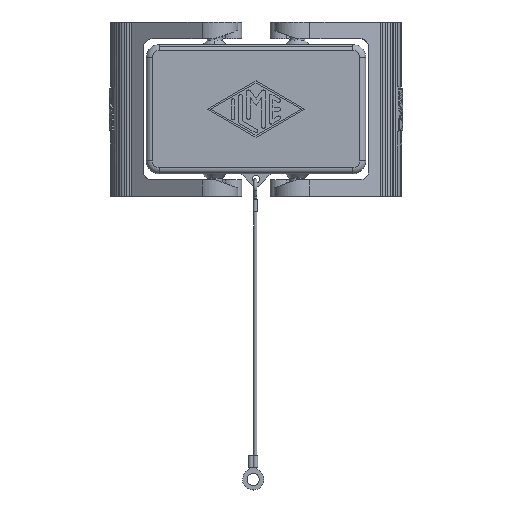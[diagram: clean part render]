
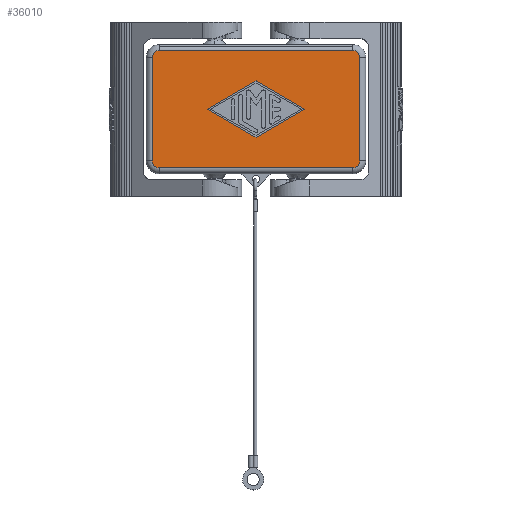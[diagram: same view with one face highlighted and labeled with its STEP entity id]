
A CAD part, top view. The second image highlights one B-rep face of the part: STEP entity #36010.
In plain terms, the highlighted planar face has unit normal (0, 0, 1).
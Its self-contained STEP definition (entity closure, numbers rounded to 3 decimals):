
#30300=CARTESIAN_POINT('',(-173.2,-86.5,12.));
#30310=VERTEX_POINT('',#30300);
#30360=CARTESIAN_POINT('',(-173.2,-88.8,12.));
#30370=DIRECTION('',(0.,0.,-1.));
#30380=DIRECTION('',(-0.707,0.707,0.));
#30390=AXIS2_PLACEMENT_3D('',#30360,#30370,#30380);
#30400=CIRCLE('',#30390,2.3);
#30410=CARTESIAN_POINT('',(-175.5,-88.8,12.));
#30420=VERTEX_POINT('',#30410);
#30430=EDGE_CURVE('',#30420,#30310,#30400,.T.);
#34570=CARTESIAN_POINT('',(-175.5,-123.2,12.));
#34580=VERTEX_POINT('',#34570);
#34610=CARTESIAN_POINT('',(-173.2,-123.2,12.));
#34620=DIRECTION('',(0.,0.,-1.));
#34630=DIRECTION('',(-0.707,-0.707,0.));
#34640=AXIS2_PLACEMENT_3D('',#34610,#34620,#34630);
#34650=CIRCLE('',#34640,2.3);
#34660=CARTESIAN_POINT('',(-173.2,-125.5,12.));
#34670=VERTEX_POINT('',#34660);
#34680=EDGE_CURVE('',#34670,#34580,#34650,.T.);
#34920=CARTESIAN_POINT('',(-108.8,-125.5,12.));
#34930=VERTEX_POINT('',#34920);
#34960=CARTESIAN_POINT('',(-108.8,-123.2,12.));
#34970=DIRECTION('',(0.,0.,-1.));
#34980=DIRECTION('',(0.707,-0.707,0.));
#34990=AXIS2_PLACEMENT_3D('',#34960,#34970,#34980);
#35000=CIRCLE('',#34990,2.3);
#35010=CARTESIAN_POINT('',(-106.5,-123.2,12.));
#35020=VERTEX_POINT('',#35010);
#35030=EDGE_CURVE('',#35020,#34930,#35000,.T.);
#35220=CARTESIAN_POINT('',(-141.,-106.,12.));
#35230=DIRECTION('',(0.,0.,1.));
#35240=DIRECTION('',(1.,0.,0.));
#35250=AXIS2_PLACEMENT_3D('',#35220,#35230,#35240);
#35260=PLANE('',#35250);
#35270=CARTESIAN_POINT('',(-173.2,-86.5,12.));
#35280=DIRECTION('',(1.,0.,0.));
#35290=VECTOR('',#35280,64.4);
#35300=LINE('',#35270,#35290);
#35310=CARTESIAN_POINT('',(-108.8,-86.5,12.));
#35320=VERTEX_POINT('',#35310);
#35330=EDGE_CURVE('',#30310,#35320,#35300,.T.);
#35340=ORIENTED_EDGE('',*,*,#35330,.F.);
#35350=CARTESIAN_POINT('',(-108.8,-88.8,12.));
#35360=DIRECTION('',(0.,0.,-1.));
#35370=DIRECTION('',(0.707,0.707,0.));
#35380=AXIS2_PLACEMENT_3D('',#35350,#35360,#35370);
#35390=CIRCLE('',#35380,2.3);
#35400=CARTESIAN_POINT('',(-106.5,-88.8,12.));
#35410=VERTEX_POINT('',#35400);
#35420=EDGE_CURVE('',#35320,#35410,#35390,.T.);
#35430=ORIENTED_EDGE('',*,*,#35420,.F.);
#35440=CARTESIAN_POINT('',(-106.5,-88.8,12.));
#35450=DIRECTION('',(0.,-1.,0.));
#35460=VECTOR('',#35450,34.4);
#35470=LINE('',#35440,#35460);
#35480=EDGE_CURVE('',#35410,#35020,#35470,.T.);
#35490=ORIENTED_EDGE('',*,*,#35480,.F.);
#35500=ORIENTED_EDGE('',*,*,#35030,.F.);
#35510=CARTESIAN_POINT('',(-108.8,-125.5,12.));
#35520=DIRECTION('',(-1.,0.,0.));
#35530=VECTOR('',#35520,64.4);
#35540=LINE('',#35510,#35530);
#35550=EDGE_CURVE('',#34930,#34670,#35540,.T.);
#35560=ORIENTED_EDGE('',*,*,#35550,.F.);
#35570=ORIENTED_EDGE('',*,*,#34680,.F.);
#35580=CARTESIAN_POINT('',(-175.5,-123.2,12.));
#35590=DIRECTION('',(0.,1.,0.));
#35600=VECTOR('',#35590,34.4);
#35610=LINE('',#35580,#35600);
#35620=EDGE_CURVE('',#34580,#30420,#35610,.T.);
#35630=ORIENTED_EDGE('',*,*,#35620,.F.);
#35640=ORIENTED_EDGE('',*,*,#30430,.F.);
#35650=EDGE_LOOP('',(#35640,#35630,#35570,#35560,#35500,#35490,#35430,
#35340));
#35660=FACE_OUTER_BOUND('',#35650,.T.);
#35670=CARTESIAN_POINT('',(-124.75,-106.,12.));
#35680=DIRECTION('',(-0.866,-0.5,0.));
#35690=VECTOR('',#35680,18.76);
#35700=LINE('',#35670,#35690);
#35710=CARTESIAN_POINT('',(-124.75,-106.,12.));
#35720=VERTEX_POINT('',#35710);
#35730=CARTESIAN_POINT('',(-141.,-115.375,12.));
#35740=VERTEX_POINT('',#35730);
#35750=EDGE_CURVE('',#35720,#35740,#35700,.T.);
#35760=ORIENTED_EDGE('',*,*,#35750,.T.);
#35770=CARTESIAN_POINT('',(-141.,-96.625,12.));
#35780=DIRECTION('',(0.866,-0.5,0.));
#35790=VECTOR('',#35780,18.76);
#35800=LINE('',#35770,#35790);
#35810=CARTESIAN_POINT('',(-141.,-96.625,12.));
#35820=VERTEX_POINT('',#35810);
#35830=EDGE_CURVE('',#35820,#35720,#35800,.T.);
#35840=ORIENTED_EDGE('',*,*,#35830,.T.);
#35850=CARTESIAN_POINT('',(-157.25,-106.,12.));
#35860=DIRECTION('',(0.866,0.5,0.));
#35870=VECTOR('',#35860,18.76);
#35880=LINE('',#35850,#35870);
#35890=CARTESIAN_POINT('',(-157.25,-106.,12.));
#35900=VERTEX_POINT('',#35890);
#35910=EDGE_CURVE('',#35900,#35820,#35880,.T.);
#35920=ORIENTED_EDGE('',*,*,#35910,.T.);
#35930=CARTESIAN_POINT('',(-141.,-115.375,12.));
#35940=DIRECTION('',(-0.866,0.5,0.));
#35950=VECTOR('',#35940,18.76);
#35960=LINE('',#35930,#35950);
#35970=EDGE_CURVE('',#35740,#35900,#35960,.T.);
#35980=ORIENTED_EDGE('',*,*,#35970,.T.);
#35990=EDGE_LOOP('',(#35980,#35920,#35840,#35760));
#36000=FACE_BOUND('',#35990,.T.);
#36010=ADVANCED_FACE('',(#35660,#36000),#35260,.T.);
